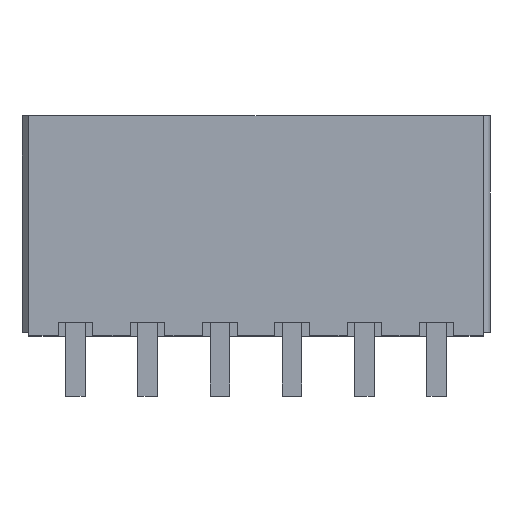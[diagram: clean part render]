
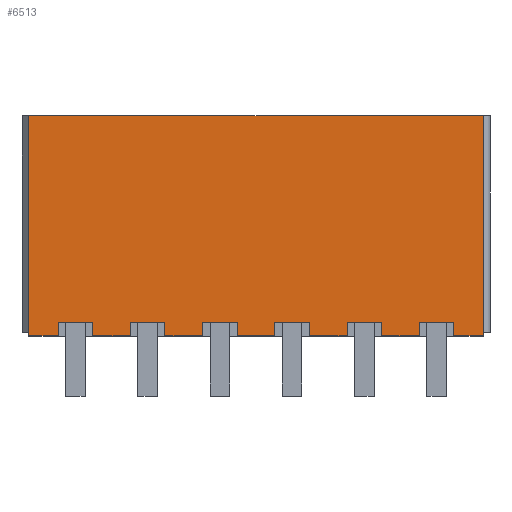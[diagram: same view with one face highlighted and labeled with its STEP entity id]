
A CAD part, top view. The second image highlights one B-rep face of the part: STEP entity #6513.
In plain terms, the highlighted planar face has unit normal (0, 0, 1).
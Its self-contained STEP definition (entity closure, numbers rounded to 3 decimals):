
#9=DIRECTION('',(0.,-1.,0.));
#10=VECTOR('',#9,12.8);
#11=CARTESIAN_POINT('',(-13.2,12.8,4.8));
#12=LINE('',#11,#10);
#509=DIRECTION('',(1.,0.,0.));
#510=VECTOR('',#509,1.7);
#511=CARTESIAN_POINT('',(11.5,0.,4.8));
#512=LINE('',#511,#510);
#529=DIRECTION('',(1.,0.,0.));
#530=VECTOR('',#529,2.2);
#531=CARTESIAN_POINT('',(7.3,0.,4.8));
#532=LINE('',#531,#530);
#557=DIRECTION('',(1.,0.,0.));
#558=VECTOR('',#557,2.2);
#559=CARTESIAN_POINT('',(3.1,0.,4.8));
#560=LINE('',#559,#558);
#585=DIRECTION('',(1.,0.,0.));
#586=VECTOR('',#585,2.2);
#587=CARTESIAN_POINT('',(-1.1,0.,4.8));
#588=LINE('',#587,#586);
#613=DIRECTION('',(1.,0.,0.));
#614=VECTOR('',#613,2.2);
#615=CARTESIAN_POINT('',(-5.3,0.,4.8));
#616=LINE('',#615,#614);
#641=DIRECTION('',(1.,0.,0.));
#642=VECTOR('',#641,1.7);
#643=CARTESIAN_POINT('',(-13.2,0.,4.8));
#644=LINE('',#643,#642);
#653=DIRECTION('',(1.,0.,0.));
#654=VECTOR('',#653,2.2);
#655=CARTESIAN_POINT('',(-9.5,0.,4.8));
#656=LINE('',#655,#654);
#909=DIRECTION('',(1.,0.,0.));
#910=VECTOR('',#909,26.4);
#911=CARTESIAN_POINT('',(-13.2,12.8,4.8));
#912=LINE('',#911,#910);
#913=DIRECTION('',(0.,1.,0.));
#914=VECTOR('',#913,0.8);
#915=CARTESIAN_POINT('',(11.5,0.,4.8));
#916=LINE('',#915,#914);
#917=DIRECTION('',(1.,0.,0.));
#918=VECTOR('',#917,2.);
#919=CARTESIAN_POINT('',(9.5,0.8,4.8));
#920=LINE('',#919,#918);
#921=DIRECTION('',(0.,1.,0.));
#922=VECTOR('',#921,0.8);
#923=CARTESIAN_POINT('',(9.5,0.,4.8));
#924=LINE('',#923,#922);
#925=DIRECTION('',(0.,1.,0.));
#926=VECTOR('',#925,0.8);
#927=CARTESIAN_POINT('',(7.3,0.,4.8));
#928=LINE('',#927,#926);
#929=DIRECTION('',(1.,0.,0.));
#930=VECTOR('',#929,2.);
#931=CARTESIAN_POINT('',(5.3,0.8,4.8));
#932=LINE('',#931,#930);
#933=DIRECTION('',(0.,1.,0.));
#934=VECTOR('',#933,0.8);
#935=CARTESIAN_POINT('',(5.3,0.,4.8));
#936=LINE('',#935,#934);
#937=DIRECTION('',(0.,1.,0.));
#938=VECTOR('',#937,0.8);
#939=CARTESIAN_POINT('',(3.1,0.,4.8));
#940=LINE('',#939,#938);
#941=DIRECTION('',(1.,0.,0.));
#942=VECTOR('',#941,2.);
#943=CARTESIAN_POINT('',(1.1,0.8,4.8));
#944=LINE('',#943,#942);
#945=DIRECTION('',(0.,1.,0.));
#946=VECTOR('',#945,0.8);
#947=CARTESIAN_POINT('',(1.1,0.,4.8));
#948=LINE('',#947,#946);
#949=DIRECTION('',(0.,1.,0.));
#950=VECTOR('',#949,0.8);
#951=CARTESIAN_POINT('',(-1.1,0.,4.8));
#952=LINE('',#951,#950);
#953=DIRECTION('',(1.,0.,0.));
#954=VECTOR('',#953,2.);
#955=CARTESIAN_POINT('',(-3.1,0.8,4.8));
#956=LINE('',#955,#954);
#957=DIRECTION('',(0.,1.,0.));
#958=VECTOR('',#957,0.8);
#959=CARTESIAN_POINT('',(-3.1,0.,4.8));
#960=LINE('',#959,#958);
#961=DIRECTION('',(0.,1.,0.));
#962=VECTOR('',#961,0.8);
#963=CARTESIAN_POINT('',(-5.3,0.,4.8));
#964=LINE('',#963,#962);
#965=DIRECTION('',(1.,0.,0.));
#966=VECTOR('',#965,2.);
#967=CARTESIAN_POINT('',(-7.3,0.8,4.8));
#968=LINE('',#967,#966);
#969=DIRECTION('',(0.,1.,0.));
#970=VECTOR('',#969,0.8);
#971=CARTESIAN_POINT('',(-7.3,0.,4.8));
#972=LINE('',#971,#970);
#973=DIRECTION('',(0.,1.,0.));
#974=VECTOR('',#973,0.8);
#975=CARTESIAN_POINT('',(-9.5,0.,4.8));
#976=LINE('',#975,#974);
#977=DIRECTION('',(1.,0.,0.));
#978=VECTOR('',#977,2.);
#979=CARTESIAN_POINT('',(-11.5,0.8,4.8));
#980=LINE('',#979,#978);
#981=DIRECTION('',(0.,1.,0.));
#982=VECTOR('',#981,0.8);
#983=CARTESIAN_POINT('',(-11.5,0.,4.8));
#984=LINE('',#983,#982);
#4102=DIRECTION('',(0.,-1.,0.));
#4103=VECTOR('',#4102,12.8);
#4104=CARTESIAN_POINT('',(13.2,12.8,4.8));
#4105=LINE('',#4104,#4103);
#4147=CARTESIAN_POINT('',(-13.2,12.8,4.8));
#4148=CARTESIAN_POINT('',(-13.2,0.,4.8));
#4149=VERTEX_POINT('',#4147);
#4150=VERTEX_POINT('',#4148);
#4155=CARTESIAN_POINT('',(13.2,12.8,4.8));
#4156=CARTESIAN_POINT('',(13.2,0.,4.8));
#4157=VERTEX_POINT('',#4155);
#4158=VERTEX_POINT('',#4156);
#4273=CARTESIAN_POINT('',(11.5,0.,4.8));
#4274=VERTEX_POINT('',#4273);
#4459=CARTESIAN_POINT('',(7.3,0.,4.8));
#4460=CARTESIAN_POINT('',(9.5,0.,4.8));
#4461=VERTEX_POINT('',#4459);
#4462=VERTEX_POINT('',#4460);
#4467=CARTESIAN_POINT('',(3.1,0.,4.8));
#4468=CARTESIAN_POINT('',(5.3,0.,4.8));
#4469=VERTEX_POINT('',#4467);
#4470=VERTEX_POINT('',#4468);
#4475=CARTESIAN_POINT('',(-1.1,0.,4.8));
#4476=CARTESIAN_POINT('',(1.1,0.,4.8));
#4477=VERTEX_POINT('',#4475);
#4478=VERTEX_POINT('',#4476);
#4483=CARTESIAN_POINT('',(-5.3,0.,4.8));
#4484=CARTESIAN_POINT('',(-3.1,0.,4.8));
#4485=VERTEX_POINT('',#4483);
#4486=VERTEX_POINT('',#4484);
#4497=CARTESIAN_POINT('',(-11.5,0.,4.8));
#4498=VERTEX_POINT('',#4497);
#4499=CARTESIAN_POINT('',(-9.5,0.,4.8));
#4500=CARTESIAN_POINT('',(-7.3,0.,4.8));
#4501=VERTEX_POINT('',#4499);
#4502=VERTEX_POINT('',#4500);
#4601=CARTESIAN_POINT('',(9.5,0.8,4.8));
#4602=CARTESIAN_POINT('',(11.5,0.8,4.8));
#4603=VERTEX_POINT('',#4601);
#4604=VERTEX_POINT('',#4602);
#4621=CARTESIAN_POINT('',(5.3,0.8,4.8));
#4622=CARTESIAN_POINT('',(7.3,0.8,4.8));
#4623=VERTEX_POINT('',#4621);
#4624=VERTEX_POINT('',#4622);
#4645=CARTESIAN_POINT('',(1.1,0.8,4.8));
#4646=CARTESIAN_POINT('',(3.1,0.8,4.8));
#4647=VERTEX_POINT('',#4645);
#4648=VERTEX_POINT('',#4646);
#4669=CARTESIAN_POINT('',(-3.1,0.8,4.8));
#4670=CARTESIAN_POINT('',(-1.1,0.8,4.8));
#4671=VERTEX_POINT('',#4669);
#4672=VERTEX_POINT('',#4670);
#4693=CARTESIAN_POINT('',(-7.3,0.8,4.8));
#4694=CARTESIAN_POINT('',(-5.3,0.8,4.8));
#4695=VERTEX_POINT('',#4693);
#4696=VERTEX_POINT('',#4694);
#4723=CARTESIAN_POINT('',(-11.5,0.8,4.8));
#4724=CARTESIAN_POINT('',(-9.5,0.8,4.8));
#4725=VERTEX_POINT('',#4723);
#4726=VERTEX_POINT('',#4724);
#6462=CARTESIAN_POINT('',(-13.2,12.8,4.8));
#6463=DIRECTION('',(0.,0.,1.));
#6464=DIRECTION('',(0.,-1.,0.));
#6465=AXIS2_PLACEMENT_3D('',#6462,#6463,#6464);
#6466=PLANE('',#6465);
#6467=ORIENTED_EDGE('',*,*,#6219,.F.);
#6468=ORIENTED_EDGE('',*,*,#5524,.F.);
#6470=ORIENTED_EDGE('',*,*,#6469,.T.);
#6472=ORIENTED_EDGE('',*,*,#6471,.T.);
#6473=ORIENTED_EDGE('',*,*,#6064,.F.);
#6475=ORIENTED_EDGE('',*,*,#6474,.T.);
#6477=ORIENTED_EDGE('',*,*,#6476,.F.);
#6479=ORIENTED_EDGE('',*,*,#6478,.F.);
#6480=ORIENTED_EDGE('',*,*,#6095,.F.);
#6482=ORIENTED_EDGE('',*,*,#6481,.T.);
#6484=ORIENTED_EDGE('',*,*,#6483,.F.);
#6486=ORIENTED_EDGE('',*,*,#6485,.F.);
#6487=ORIENTED_EDGE('',*,*,#6126,.F.);
#6489=ORIENTED_EDGE('',*,*,#6488,.T.);
#6491=ORIENTED_EDGE('',*,*,#6490,.F.);
#6493=ORIENTED_EDGE('',*,*,#6492,.F.);
#6494=ORIENTED_EDGE('',*,*,#6157,.F.);
#6496=ORIENTED_EDGE('',*,*,#6495,.T.);
#6498=ORIENTED_EDGE('',*,*,#6497,.F.);
#6500=ORIENTED_EDGE('',*,*,#6499,.F.);
#6501=ORIENTED_EDGE('',*,*,#6188,.F.);
#6503=ORIENTED_EDGE('',*,*,#6502,.T.);
#6504=ORIENTED_EDGE('',*,*,#6393,.F.);
#6505=ORIENTED_EDGE('',*,*,#6455,.F.);
#6506=ORIENTED_EDGE('',*,*,#6232,.F.);
#6508=ORIENTED_EDGE('',*,*,#6507,.T.);
#6509=ORIENTED_EDGE('',*,*,#5769,.F.);
#6510=ORIENTED_EDGE('',*,*,#6037,.F.);
#6511=EDGE_LOOP('',(#6467,#6468,#6470,#6472,#6473,#6475,#6477,#6479,#6480,#6482,
#6484,#6486,#6487,#6489,#6491,#6493,#6494,#6496,#6498,#6500,#6501,#6503,#6504,
#6505,#6506,#6508,#6509,#6510));
#6512=FACE_OUTER_BOUND('',#6511,.F.);
#6513=ADVANCED_FACE('',(#6512),#6466,.T.);
#5524=EDGE_CURVE('',#4149,#4150,#12,.T.);
#5769=EDGE_CURVE('',#4725,#4726,#980,.T.);
#6037=EDGE_CURVE('',#4498,#4725,#984,.T.);
#6064=EDGE_CURVE('',#4274,#4158,#512,.T.);
#6095=EDGE_CURVE('',#4461,#4462,#532,.T.);
#6126=EDGE_CURVE('',#4469,#4470,#560,.T.);
#6157=EDGE_CURVE('',#4477,#4478,#588,.T.);
#6188=EDGE_CURVE('',#4485,#4486,#616,.T.);
#6219=EDGE_CURVE('',#4150,#4498,#644,.T.);
#6232=EDGE_CURVE('',#4501,#4502,#656,.T.);
#6393=EDGE_CURVE('',#4695,#4696,#968,.T.);
#6455=EDGE_CURVE('',#4502,#4695,#972,.T.);
#6469=EDGE_CURVE('',#4149,#4157,#912,.T.);
#6471=EDGE_CURVE('',#4157,#4158,#4105,.T.);
#6474=EDGE_CURVE('',#4274,#4604,#916,.T.);
#6476=EDGE_CURVE('',#4603,#4604,#920,.T.);
#6478=EDGE_CURVE('',#4462,#4603,#924,.T.);
#6481=EDGE_CURVE('',#4461,#4624,#928,.T.);
#6483=EDGE_CURVE('',#4623,#4624,#932,.T.);
#6485=EDGE_CURVE('',#4470,#4623,#936,.T.);
#6488=EDGE_CURVE('',#4469,#4648,#940,.T.);
#6490=EDGE_CURVE('',#4647,#4648,#944,.T.);
#6492=EDGE_CURVE('',#4478,#4647,#948,.T.);
#6495=EDGE_CURVE('',#4477,#4672,#952,.T.);
#6497=EDGE_CURVE('',#4671,#4672,#956,.T.);
#6499=EDGE_CURVE('',#4486,#4671,#960,.T.);
#6502=EDGE_CURVE('',#4485,#4696,#964,.T.);
#6507=EDGE_CURVE('',#4501,#4726,#976,.T.);
